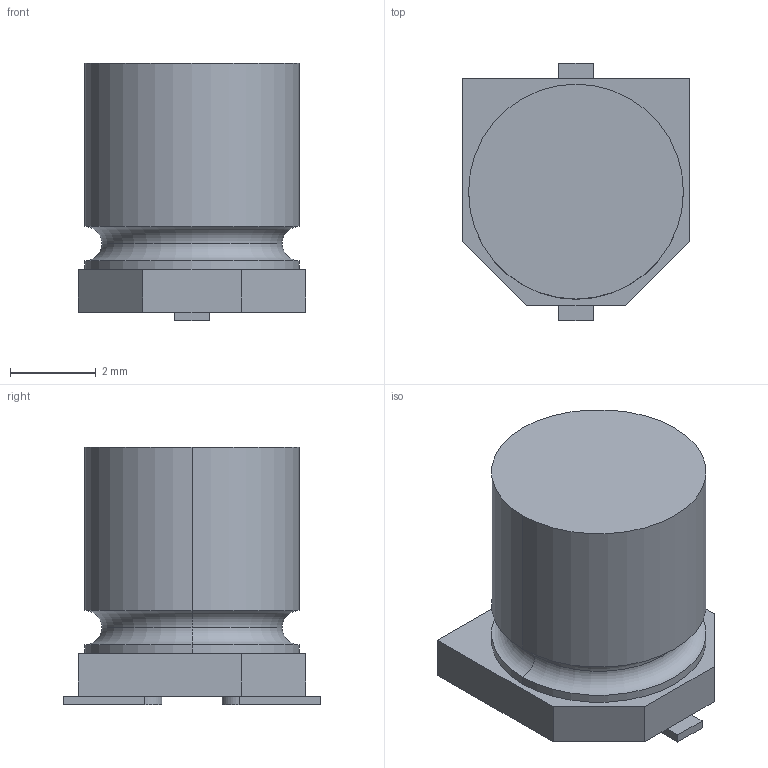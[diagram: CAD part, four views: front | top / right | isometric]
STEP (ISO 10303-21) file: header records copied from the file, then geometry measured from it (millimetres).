
FILE_DESCRIPTION (( 'STEP AP214' ), '1' );
FILE_NAME ('25SVPF47M.STEP', '2019-01-27T16:51:33', ( '' ), ( '' ), 'SwSTEP 2.0', 'SolidWorks 2016', '' );
FILE_SCHEMA (( 'AUTOMOTIVE_DESIGN' ));
Length unit declared in the file: millimetre
Products named in the file (1): 25SVPF47M
Bounding box: 5.3 x 6 x 6 mm (x, y, z)
Volume: 117.1 mm3; surface area: 155.1 mm2
Topology: 1 solids, 1 shells, 29 faces, 68 edges, 42 vertices
Faces by surface type: plane 19, cylinder 6, torus 4
Entity records: 1173 total; most frequent: DIRECTION 146, CARTESIAN_POINT 140, ORIENTED_EDGE 136, EDGE_CURVE 68, VECTOR 50, LINE 50, AXIS2_PLACEMENT_3D 48, VERTEX_POINT 42
